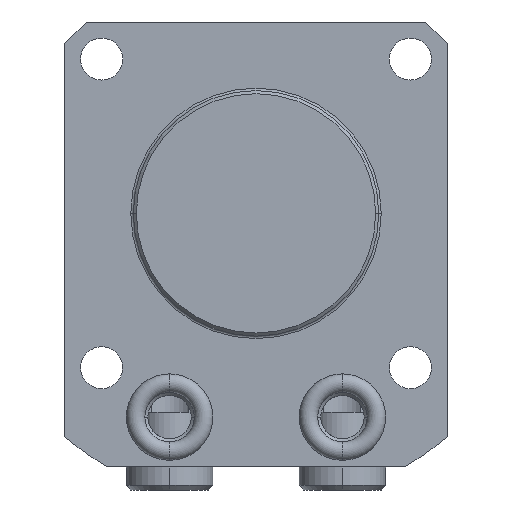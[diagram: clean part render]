
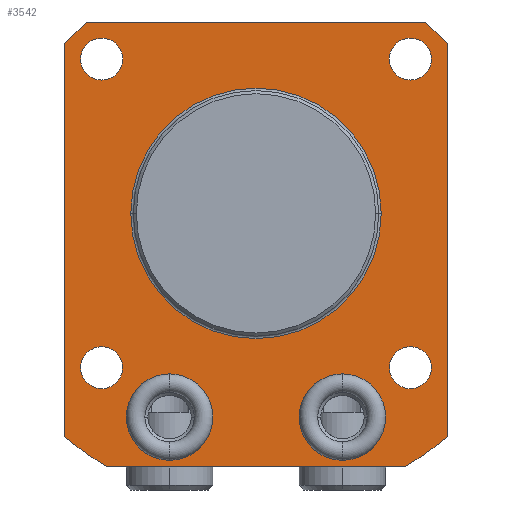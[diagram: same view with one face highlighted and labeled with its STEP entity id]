
A CAD part, front view. The second image highlights one B-rep face of the part: STEP entity #3542.
In plain terms, the highlighted planar face has unit normal (0, -1, 0).
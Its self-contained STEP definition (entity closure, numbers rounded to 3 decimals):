
#125=CARTESIAN_POINT('',(0.,0.,0.));
#126=DIRECTION('',(0.,1.,0.));
#127=DIRECTION('',(-1.,0.,0.));
#128=AXIS2_PLACEMENT_3D('',#125,#126,#127);
#133=CARTESIAN_POINT('',(0.,0.,0.));
#134=DIRECTION('',(0.,1.,0.));
#135=DIRECTION('',(1.,0.,0.));
#136=AXIS2_PLACEMENT_3D('',#133,#134,#135);
#141=DIRECTION('',(1.,0.,0.));
#142=VECTOR('',#141,48.462);
#143=CARTESIAN_POINT('',(-24.231,0.,-41.));
#144=LINE('',#143,#142);
#148=DIRECTION('',(0.,0.,-1.));
#149=VECTOR('',#148,63.654);
#150=CARTESIAN_POINT('',(-31.,0.,27.5));
#151=LINE('',#150,#149);
#155=DIRECTION('',(-0.707,0.,-0.707));
#156=VECTOR('',#155,4.95);
#157=CARTESIAN_POINT('',(-27.5,0.,31.));
#158=LINE('',#157,#156);
#162=DIRECTION('',(-1.,0.,0.));
#163=VECTOR('',#162,55.);
#164=CARTESIAN_POINT('',(27.5,0.,31.));
#165=LINE('',#164,#163);
#169=DIRECTION('',(-0.707,0.,0.707));
#170=VECTOR('',#169,4.95);
#171=CARTESIAN_POINT('',(31.,0.,27.5));
#172=LINE('',#171,#170);
#176=DIRECTION('',(0.,0.,1.));
#177=VECTOR('',#176,63.654);
#178=CARTESIAN_POINT('',(31.,0.,-36.154));
#179=LINE('',#178,#177);
#183=CARTESIAN_POINT('',(-25.,0.,-25.));
#184=DIRECTION('',(0.,1.,0.));
#185=DIRECTION('',(-1.,0.,0.));
#186=AXIS2_PLACEMENT_3D('',#183,#184,#185);
#191=CARTESIAN_POINT('',(-25.,0.,-25.));
#192=DIRECTION('',(0.,1.,0.));
#193=DIRECTION('',(1.,0.,0.));
#194=AXIS2_PLACEMENT_3D('',#191,#192,#193);
#199=CARTESIAN_POINT('',(25.,0.,-25.));
#200=DIRECTION('',(0.,1.,0.));
#201=DIRECTION('',(-1.,0.,0.));
#202=AXIS2_PLACEMENT_3D('',#199,#200,#201);
#207=CARTESIAN_POINT('',(25.,0.,-25.));
#208=DIRECTION('',(0.,1.,0.));
#209=DIRECTION('',(1.,0.,0.));
#210=AXIS2_PLACEMENT_3D('',#207,#208,#209);
#215=CARTESIAN_POINT('',(25.,0.,25.));
#216=DIRECTION('',(0.,1.,0.));
#217=DIRECTION('',(-1.,0.,0.));
#218=AXIS2_PLACEMENT_3D('',#215,#216,#217);
#223=CARTESIAN_POINT('',(25.,0.,25.));
#224=DIRECTION('',(0.,1.,0.));
#225=DIRECTION('',(1.,0.,0.));
#226=AXIS2_PLACEMENT_3D('',#223,#224,#225);
#231=CARTESIAN_POINT('',(-25.,0.,25.));
#232=DIRECTION('',(0.,1.,0.));
#233=DIRECTION('',(-1.,0.,0.));
#234=AXIS2_PLACEMENT_3D('',#231,#232,#233);
#239=CARTESIAN_POINT('',(-25.,0.,25.));
#240=DIRECTION('',(0.,1.,0.));
#241=DIRECTION('',(1.,0.,0.));
#242=AXIS2_PLACEMENT_3D('',#239,#240,#241);
#247=CARTESIAN_POINT('',(-14.,0.,-33.));
#248=DIRECTION('',(0.,-1.,0.));
#249=DIRECTION('',(-1.,0.,0.));
#250=AXIS2_PLACEMENT_3D('',#247,#248,#249);
#255=CARTESIAN_POINT('',(-14.,0.,-33.));
#256=DIRECTION('',(0.,-1.,0.));
#257=DIRECTION('',(1.,0.,0.));
#258=AXIS2_PLACEMENT_3D('',#255,#256,#257);
#263=CARTESIAN_POINT('',(14.,0.,-33.));
#264=DIRECTION('',(0.,1.,0.));
#265=DIRECTION('',(1.,0.,0.));
#266=AXIS2_PLACEMENT_3D('',#263,#264,#265);
#271=CARTESIAN_POINT('',(14.,0.,-33.));
#272=DIRECTION('',(0.,1.,0.));
#273=DIRECTION('',(-1.,0.,0.));
#274=AXIS2_PLACEMENT_3D('',#271,#272,#273);
#425=CARTESIAN_POINT('',(0.,0.,0.));
#426=DIRECTION('',(0.,-1.,0.));
#427=DIRECTION('',(-0.651,0.,-0.759));
#428=AXIS2_PLACEMENT_3D('',#425,#426,#427);
#440=CARTESIAN_POINT('',(0.,0.,0.));
#441=DIRECTION('',(0.,-1.,0.));
#442=DIRECTION('',(0.509,0.,-0.861));
#443=AXIS2_PLACEMENT_3D('',#440,#441,#442);
#2964=CARTESIAN_POINT('',(-24.231,0.,-41.));
#2965=CARTESIAN_POINT('',(24.231,0.,-41.));
#2966=VERTEX_POINT('',#2964);
#2967=VERTEX_POINT('',#2965);
#2968=CARTESIAN_POINT('',(31.,0.,-36.154));
#2969=CARTESIAN_POINT('',(31.,0.,27.5));
#2970=VERTEX_POINT('',#2968);
#2971=VERTEX_POINT('',#2969);
#2978=CARTESIAN_POINT('',(-31.,0.,-36.154));
#2979=VERTEX_POINT('',#2978);
#2980=CARTESIAN_POINT('',(-28.4,0.,-25.));
#2981=CARTESIAN_POINT('',(-21.6,0.,-25.));
#2982=VERTEX_POINT('',#2980);
#2983=VERTEX_POINT('',#2981);
#2984=CARTESIAN_POINT('',(21.6,0.,-25.));
#2985=CARTESIAN_POINT('',(28.4,0.,-25.));
#2986=VERTEX_POINT('',#2984);
#2987=VERTEX_POINT('',#2985);
#2988=CARTESIAN_POINT('',(21.6,0.,25.));
#2989=CARTESIAN_POINT('',(28.4,0.,25.));
#2990=VERTEX_POINT('',#2988);
#2991=VERTEX_POINT('',#2989);
#2992=CARTESIAN_POINT('',(-28.4,0.,25.));
#2993=CARTESIAN_POINT('',(-21.6,0.,25.));
#2994=VERTEX_POINT('',#2992);
#2995=VERTEX_POINT('',#2993);
#3040=CARTESIAN_POINT('',(-20.285,0.,0.));
#3041=CARTESIAN_POINT('',(20.285,0.,0.));
#3042=VERTEX_POINT('',#3040);
#3043=VERTEX_POINT('',#3041);
#3132=CARTESIAN_POINT('',(-21.,0.,-33.));
#3133=CARTESIAN_POINT('',(-7.,0.,-33.));
#3134=VERTEX_POINT('',#3132);
#3135=VERTEX_POINT('',#3133);
#3160=CARTESIAN_POINT('',(21.,0.,-33.));
#3161=VERTEX_POINT('',#3160);
#3162=CARTESIAN_POINT('',(7.,0.,-33.));
#3163=VERTEX_POINT('',#3162);
#3346=CARTESIAN_POINT('',(27.5,0.,31.));
#3347=VERTEX_POINT('',#3346);
#3348=CARTESIAN_POINT('',(-27.5,0.,31.));
#3349=VERTEX_POINT('',#3348);
#3350=CARTESIAN_POINT('',(-31.,0.,27.5));
#3351=VERTEX_POINT('',#3350);
#3479=CARTESIAN_POINT('',(0.,0.,0.));
#3480=DIRECTION('',(0.,-1.,0.));
#3481=DIRECTION('',(-1.,0.,0.));
#3482=AXIS2_PLACEMENT_3D('',#3479,#3480,#3481);
#3483=PLANE('',#3482);
#3485=ORIENTED_EDGE('',*,*,#3484,.F.);
#3487=ORIENTED_EDGE('',*,*,#3486,.F.);
#3489=ORIENTED_EDGE('',*,*,#3488,.F.);
#3491=ORIENTED_EDGE('',*,*,#3490,.F.);
#3493=ORIENTED_EDGE('',*,*,#3492,.F.);
#3495=ORIENTED_EDGE('',*,*,#3494,.F.);
#3497=ORIENTED_EDGE('',*,*,#3496,.F.);
#3499=ORIENTED_EDGE('',*,*,#3498,.F.);
#3500=EDGE_LOOP('',(#3485,#3487,#3489,#3491,#3493,#3495,#3497,#3499));
#3501=FACE_OUTER_BOUND('',#3500,.F.);
#3503=ORIENTED_EDGE('',*,*,#3502,.F.);
#3505=ORIENTED_EDGE('',*,*,#3504,.F.);
#3506=EDGE_LOOP('',(#3503,#3505));
#3507=FACE_BOUND('',#3506,.F.);
#3509=ORIENTED_EDGE('',*,*,#3508,.F.);
#3511=ORIENTED_EDGE('',*,*,#3510,.F.);
#3512=EDGE_LOOP('',(#3509,#3511));
#3513=FACE_BOUND('',#3512,.F.);
#3515=ORIENTED_EDGE('',*,*,#3514,.F.);
#3517=ORIENTED_EDGE('',*,*,#3516,.F.);
#3518=EDGE_LOOP('',(#3515,#3517));
#3519=FACE_BOUND('',#3518,.F.);
#3521=ORIENTED_EDGE('',*,*,#3520,.F.);
#3523=ORIENTED_EDGE('',*,*,#3522,.F.);
#3524=EDGE_LOOP('',(#3521,#3523));
#3525=FACE_BOUND('',#3524,.F.);
#3527=ORIENTED_EDGE('',*,*,#3526,.F.);
#3529=ORIENTED_EDGE('',*,*,#3528,.F.);
#3530=EDGE_LOOP('',(#3527,#3529));
#3531=FACE_BOUND('',#3530,.F.);
#3533=ORIENTED_EDGE('',*,*,#3532,.T.);
#3535=ORIENTED_EDGE('',*,*,#3534,.T.);
#3536=EDGE_LOOP('',(#3533,#3535));
#3537=FACE_BOUND('',#3536,.F.);
#3538=ORIENTED_EDGE('',*,*,#3458,.F.);
#3539=ORIENTED_EDGE('',*,*,#3474,.F.);
#3540=EDGE_LOOP('',(#3538,#3539));
#3541=FACE_BOUND('',#3540,.F.);
#129=CIRCLE('',#128,20.285);
#137=CIRCLE('',#136,20.285);
#187=CIRCLE('',#186,3.4);
#195=CIRCLE('',#194,3.4);
#203=CIRCLE('',#202,3.4);
#211=CIRCLE('',#210,3.4);
#219=CIRCLE('',#218,3.4);
#227=CIRCLE('',#226,3.4);
#235=CIRCLE('',#234,3.4);
#243=CIRCLE('',#242,3.4);
#251=CIRCLE('',#250,7.);
#259=CIRCLE('',#258,7.);
#267=CIRCLE('',#266,7.);
#275=CIRCLE('',#274,7.);
#429=CIRCLE('',#428,47.625);
#444=CIRCLE('',#443,47.625);
#3458=EDGE_CURVE('',#3161,#3163,#267,.T.);
#3474=EDGE_CURVE('',#3163,#3161,#275,.T.);
#3484=EDGE_CURVE('',#2966,#2967,#144,.T.);
#3486=EDGE_CURVE('',#2979,#2966,#429,.T.);
#3488=EDGE_CURVE('',#3351,#2979,#151,.T.);
#3490=EDGE_CURVE('',#3349,#3351,#158,.T.);
#3492=EDGE_CURVE('',#3347,#3349,#165,.T.);
#3494=EDGE_CURVE('',#2971,#3347,#172,.T.);
#3496=EDGE_CURVE('',#2970,#2971,#179,.T.);
#3498=EDGE_CURVE('',#2967,#2970,#444,.T.);
#3502=EDGE_CURVE('',#3042,#3043,#129,.T.);
#3504=EDGE_CURVE('',#3043,#3042,#137,.T.);
#3508=EDGE_CURVE('',#2982,#2983,#187,.T.);
#3510=EDGE_CURVE('',#2983,#2982,#195,.T.);
#3514=EDGE_CURVE('',#2986,#2987,#203,.T.);
#3516=EDGE_CURVE('',#2987,#2986,#211,.T.);
#3520=EDGE_CURVE('',#2990,#2991,#219,.T.);
#3522=EDGE_CURVE('',#2991,#2990,#227,.T.);
#3526=EDGE_CURVE('',#2994,#2995,#235,.T.);
#3528=EDGE_CURVE('',#2995,#2994,#243,.T.);
#3532=EDGE_CURVE('',#3134,#3135,#251,.T.);
#3534=EDGE_CURVE('',#3135,#3134,#259,.T.);
#3542=ADVANCED_FACE('',(#3501,#3507,#3513,#3519,#3525,#3531,#3537,#3541),#3483,
.T.);
